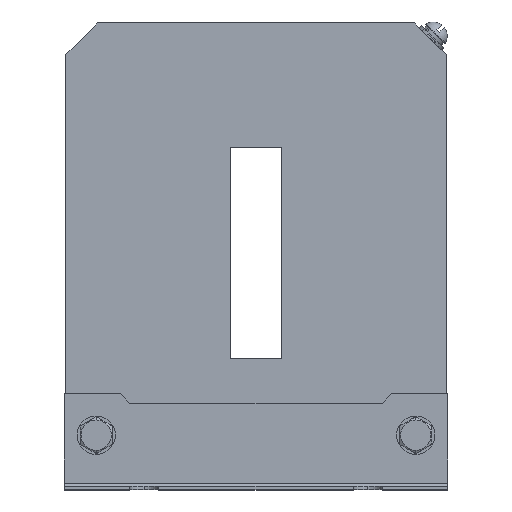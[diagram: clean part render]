
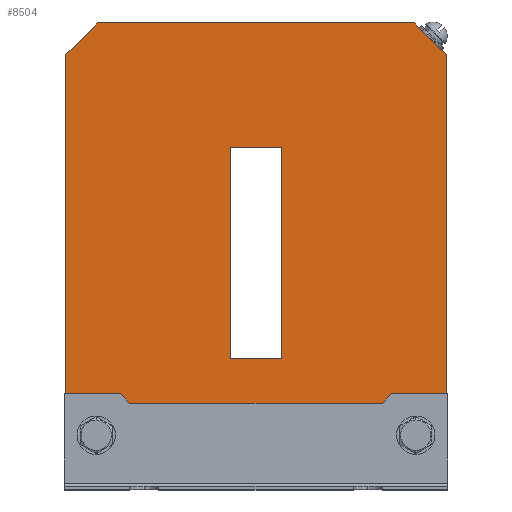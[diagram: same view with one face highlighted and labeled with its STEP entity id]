
A CAD part, top view. The second image highlights one B-rep face of the part: STEP entity #8504.
In plain terms, the highlighted planar face has unit normal (0, 0, 1).
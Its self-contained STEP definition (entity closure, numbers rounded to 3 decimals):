
#295 = EDGE_CURVE ( 'NONE', #7575, #7042, #12497, .T. ) ;
#472 = ORIENTED_EDGE ( 'NONE', *, *, #13876, .F. ) ;
#639 = CARTESIAN_POINT ( 'NONE',  ( 7.2, 205.285, 178.499 ) ) ;
#732 = CARTESIAN_POINT ( 'NONE',  ( 41.7, 31.785, 178.499 ) ) ;
#782 = ORIENTED_EDGE ( 'NONE', *, *, #9101, .T. ) ;
#826 = DIRECTION ( 'NONE',  ( -1., 0., 0. ) ) ;
#918 = CARTESIAN_POINT ( 'NONE',  ( -57.8, 34.785, 178.499 ) ) ;
#951 = ORIENTED_EDGE ( 'NONE', *, *, #4190, .T. ) ;
#981 = ORIENTED_EDGE ( 'NONE', *, *, #4744, .T. ) ;
#1120 = DIRECTION ( 'NONE',  ( -1., 0., 0. ) ) ;
#1170 = EDGE_CURVE ( 'NONE', #6274, #11167, #7714, .T. ) ;
#1236 = VERTEX_POINT ( 'NONE', #9428 ) ;
#1585 = LINE ( 'NONE', #6304, #8412 ) ;
#1727 = CARTESIAN_POINT ( 'NONE',  ( -47.3, 150.785, 178.499 ) ) ;
#1746 = CARTESIAN_POINT ( 'NONE',  ( 10.2, 45.785, 178.499 ) ) ;
#1757 = ORIENTED_EDGE ( 'NONE', *, *, #4277, .F. ) ;
#1818 = CARTESIAN_POINT ( 'NONE',  ( 61.7, 150.785, 178.499 ) ) ;
#1900 = AXIS2_PLACEMENT_3D ( 'NONE', #1818, #6539, #11326 ) ;
#2230 = LINE ( 'NONE', #6963, #13677 ) ;
#2529 = LINE ( 'NONE', #7290, #13221 ) ;
#2630 = VERTEX_POINT ( 'NONE', #5101 ) ;
#2808 = ORIENTED_EDGE ( 'NONE', *, *, #14572, .F. ) ;
#2868 = DIRECTION ( 'NONE',  ( -1., 0., 0. ) ) ;
#2965 = ORIENTED_EDGE ( 'NONE', *, *, #1170, .T. ) ;
#3089 = VERTEX_POINT ( 'NONE', #8126 ) ;
#3114 = VECTOR ( 'NONE', #8494, 1000. ) ;
#3533 = CARTESIAN_POINT ( 'NONE',  ( 10.2, 150.785, 178.499 ) ) ;
#3638 = LINE ( 'NONE', #8346, #13438 ) ;
#3824 = ORIENTED_EDGE ( 'NONE', *, *, #11199, .F. ) ;
#3909 = CARTESIAN_POINT ( 'NONE',  ( 41.7, 31.785, 178.499 ) ) ;
#4023 = PLANE ( 'NONE',  #1900 ) ;
#4190 = EDGE_CURVE ( 'NONE', #6081, #6274, #6702, .T. ) ;
#4203 = LINE ( 'NONE', #8916, #14590 ) ;
#4277 = EDGE_CURVE ( 'NONE', #7042, #10801, #3638, .T. ) ;
#4744 = EDGE_CURVE ( 'NONE', #1236, #3089, #4203, .T. ) ;
#4805 = EDGE_CURVE ( 'NONE', #9158, #6081, #2230, .T. ) ;
#5020 = VECTOR ( 'NONE', #1120, 1000. ) ;
#5101 = CARTESIAN_POINT ( 'NONE',  ( 44.7, 34.785, 178.499 ) ) ;
#5135 = EDGE_LOOP ( 'NONE', ( #951, #2965, #9063, #981, #2808, #10412, #472, #782, #11000, #15014 ) ) ;
#5271 = LINE ( 'NONE', #10040, #11267 ) ;
#5430 = DIRECTION ( 'NONE',  ( -0.707, -0.707, 0. ) ) ;
#5512 = DIRECTION ( 'NONE',  ( -0.707, -0.707, 0. ) ) ;
#5639 = DIRECTION ( 'NONE',  ( 1., 0., 0. ) ) ;
#5994 = CARTESIAN_POINT ( 'NONE',  ( -37.3, 31.785, 178.499 ) ) ;
#6081 = VERTEX_POINT ( 'NONE', #13127 ) ;
#6119 = EDGE_CURVE ( 'NONE', #11167, #1236, #5271, .T. ) ;
#6274 = VERTEX_POINT ( 'NONE', #1727 ) ;
#6304 = CARTESIAN_POINT ( 'NONE',  ( -37.3, 31.785, 178.499 ) ) ;
#6539 = DIRECTION ( 'NONE',  ( 0., 0., 1. ) ) ;
#6702 = LINE ( 'NONE', #11491, #13546 ) ;
#6908 = VERTEX_POINT ( 'NONE', #9213 ) ;
#6963 = CARTESIAN_POINT ( 'NONE',  ( 56.7, 145.785, 178.499 ) ) ;
#7011 = LINE ( 'NONE', #11780, #5020 ) ;
#7042 = VERTEX_POINT ( 'NONE', #7390 ) ;
#7290 = CARTESIAN_POINT ( 'NONE',  ( 61.7, 150.785, 178.499 ) ) ;
#7350 = EDGE_CURVE ( 'NONE', #9158, #7694, #2529, .T. ) ;
#7390 = CARTESIAN_POINT ( 'NONE',  ( -5.8, 45.785, 178.499 ) ) ;
#7470 = ORIENTED_EDGE ( 'NONE', *, *, #13208, .F. ) ;
#7575 = VERTEX_POINT ( 'NONE', #10969 ) ;
#7694 = VERTEX_POINT ( 'NONE', #10072 ) ;
#7714 = LINE ( 'NONE', #639, #14400 ) ;
#7938 = EDGE_LOOP ( 'NONE', ( #7470, #1757, #13335, #3824 ) ) ;
#8126 = CARTESIAN_POINT ( 'NONE',  ( -40.3, 34.785, 178.499 ) ) ;
#8252 = DIRECTION ( 'NONE',  ( 0., 1., 0. ) ) ;
#8346 = CARTESIAN_POINT ( 'NONE',  ( 61.7, 45.785, 178.499 ) ) ;
#8412 = VECTOR ( 'NONE', #11103, 1000. ) ;
#8494 = DIRECTION ( 'NONE',  ( 0., -1., 0. ) ) ;
#8504 = ADVANCED_FACE ( 'NONE', ( #9971, #14583 ), #4023, .T. ) ;
#8726 = LINE ( 'NONE', #13513, #10127 ) ;
#8916 = CARTESIAN_POINT ( 'NONE',  ( -57.8, 34.785, 178.499 ) ) ;
#9063 = ORIENTED_EDGE ( 'NONE', *, *, #6119, .T. ) ;
#9101 = EDGE_CURVE ( 'NONE', #2630, #7694, #11579, .T. ) ;
#9158 = VERTEX_POINT ( 'NONE', #9327 ) ;
#9213 = CARTESIAN_POINT ( 'NONE',  ( 10.2, 111.785, 178.499 ) ) ;
#9327 = CARTESIAN_POINT ( 'NONE',  ( 61.7, 140.785, 178.499 ) ) ;
#9428 = CARTESIAN_POINT ( 'NONE',  ( -57.3, 34.785, 178.499 ) ) ;
#9971 = FACE_BOUND ( 'NONE', #7938, .T. ) ;
#10040 = CARTESIAN_POINT ( 'NONE',  ( -57.3, 150.785, 178.499 ) ) ;
#10072 = CARTESIAN_POINT ( 'NONE',  ( 61.7, 34.785, 178.499 ) ) ;
#10120 = VECTOR ( 'NONE', #8252, 1000. ) ;
#10127 = VECTOR ( 'NONE', #2868, 1000. ) ;
#10412 = ORIENTED_EDGE ( 'NONE', *, *, #11282, .F. ) ;
#10801 = VERTEX_POINT ( 'NONE', #1746 ) ;
#10969 = CARTESIAN_POINT ( 'NONE',  ( -5.8, 111.785, 178.499 ) ) ;
#11000 = ORIENTED_EDGE ( 'NONE', *, *, #7350, .F. ) ;
#11089 = VERTEX_POINT ( 'NONE', #5994 ) ;
#11103 = DIRECTION ( 'NONE',  ( -0.707, 0.707, 0. ) ) ;
#11167 = VERTEX_POINT ( 'NONE', #14653 ) ;
#11199 = EDGE_CURVE ( 'NONE', #6908, #7575, #8726, .T. ) ;
#11267 = VECTOR ( 'NONE', #14660, 1000. ) ;
#11282 = EDGE_CURVE ( 'NONE', #12449, #11089, #7011, .T. ) ;
#11326 = DIRECTION ( 'NONE',  ( 0., -1., 0. ) ) ;
#11398 = LINE ( 'NONE', #732, #12196 ) ;
#11491 = CARTESIAN_POINT ( 'NONE',  ( 61.7, 150.785, 178.499 ) ) ;
#11579 = LINE ( 'NONE', #918, #14448 ) ;
#11733 = DIRECTION ( 'NONE',  ( -0.707, 0.707, 0. ) ) ;
#11780 = CARTESIAN_POINT ( 'NONE',  ( -37.3, 31.785, 178.499 ) ) ;
#12036 = DIRECTION ( 'NONE',  ( 0., -1., 0. ) ) ;
#12196 = VECTOR ( 'NONE', #5430, 1000. ) ;
#12449 = VERTEX_POINT ( 'NONE', #3909 ) ;
#12497 = LINE ( 'NONE', #12980, #3114 ) ;
#12980 = CARTESIAN_POINT ( 'NONE',  ( -5.8, 150.785, 178.499 ) ) ;
#13121 = DIRECTION ( 'NONE',  ( 1., 0., 0. ) ) ;
#13127 = CARTESIAN_POINT ( 'NONE',  ( 51.7, 150.785, 178.499 ) ) ;
#13208 = EDGE_CURVE ( 'NONE', #10801, #6908, #14118, .T. ) ;
#13221 = VECTOR ( 'NONE', #12036, 1000. ) ;
#13335 = ORIENTED_EDGE ( 'NONE', *, *, #295, .F. ) ;
#13438 = VECTOR ( 'NONE', #13121, 1000. ) ;
#13513 = CARTESIAN_POINT ( 'NONE',  ( 61.7, 111.785, 178.499 ) ) ;
#13546 = VECTOR ( 'NONE', #826, 1000. ) ;
#13677 = VECTOR ( 'NONE', #11733, 1000. ) ;
#13680 = DIRECTION ( 'NONE',  ( 1., 0., 0. ) ) ;
#13876 = EDGE_CURVE ( 'NONE', #2630, #12449, #11398, .T. ) ;
#14118 = LINE ( 'NONE', #3533, #10120 ) ;
#14400 = VECTOR ( 'NONE', #5512, 1000. ) ;
#14448 = VECTOR ( 'NONE', #5639, 1000. ) ;
#14572 = EDGE_CURVE ( 'NONE', #11089, #3089, #1585, .T. ) ;
#14583 = FACE_OUTER_BOUND ( 'NONE', #5135, .T. ) ;
#14590 = VECTOR ( 'NONE', #13680, 1000. ) ;
#14653 = CARTESIAN_POINT ( 'NONE',  ( -57.3, 140.785, 178.499 ) ) ;
#14660 = DIRECTION ( 'NONE',  ( 0., -1., 0. ) ) ;
#15014 = ORIENTED_EDGE ( 'NONE', *, *, #4805, .T. ) ;
